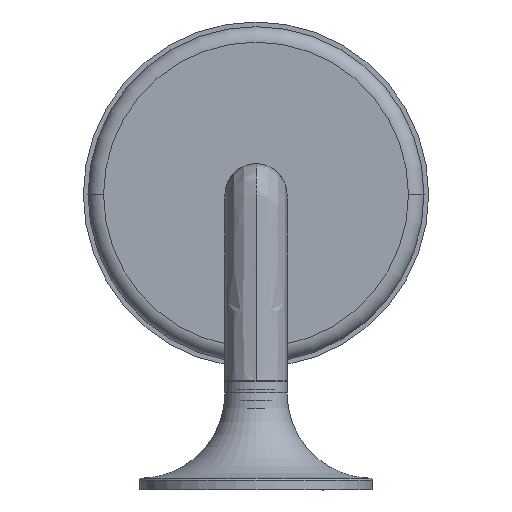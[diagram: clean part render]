
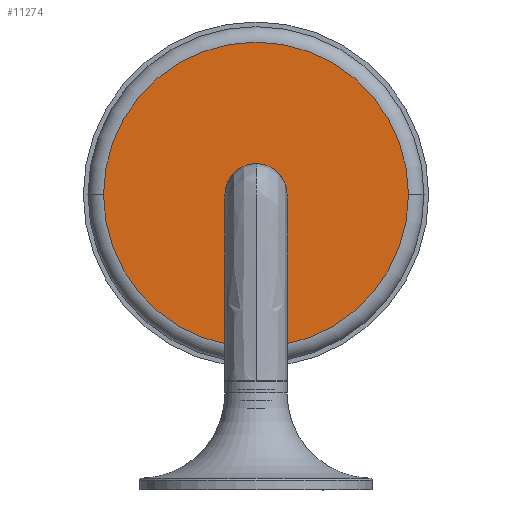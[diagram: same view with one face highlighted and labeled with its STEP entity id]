
A CAD part, front view. The second image highlights one B-rep face of the part: STEP entity #11274.
In plain terms, the highlighted planar face has unit normal (0, -1, 0).
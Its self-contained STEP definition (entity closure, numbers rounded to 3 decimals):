
#136 = DIRECTION ( 'NONE',  ( -1., 0., 0. ) ) ;
#425 = DIRECTION ( 'NONE',  ( -1., 0., 0. ) ) ;
#537 = ORIENTED_EDGE ( 'NONE', *, *, #1252, .T. ) ;
#1252 = EDGE_CURVE ( 'NONE', #23860, #19300, #15799, .T. ) ;
#1406 = AXIS2_PLACEMENT_3D ( 'NONE', #21460, #8289, #14142 ) ;
#3262 = ORIENTED_EDGE ( 'NONE', *, *, #22810, .T. ) ;
#3312 = AXIS2_PLACEMENT_3D ( 'NONE', #20927, #9511, #136 ) ;
#3366 = FACE_BOUND ( 'NONE', #24141, .T. ) ;
#5003 = CARTESIAN_POINT ( 'NONE',  ( 3., 22., 55.5 ) ) ;
#5260 = EDGE_CURVE ( 'NONE', #21385, #9839, #17222, .T. ) ;
#5338 = EDGE_CURVE ( 'NONE', #19300, #23860, #19591, .T. ) ;
#6876 = CARTESIAN_POINT ( 'NONE',  ( 0., 22., 55.5 ) ) ;
#7303 = CARTESIAN_POINT ( 'NONE',  ( -39.3, 22., 55.5 ) ) ;
#8289 = DIRECTION ( 'NONE',  ( 0., -1., 0. ) ) ;
#8594 = CARTESIAN_POINT ( 'NONE',  ( 0., 22., 55.5 ) ) ;
#9511 = DIRECTION ( 'NONE',  ( 0., 1., 0. ) ) ;
#9839 = VERTEX_POINT ( 'NONE', #5003 ) ;
#10243 = AXIS2_PLACEMENT_3D ( 'NONE', #8594, #12313, #12446 ) ;
#11274 = ADVANCED_FACE ( 'NONE', ( #3366, #16686 ), #22046, .F. ) ;
#12145 = DIRECTION ( 'NONE',  ( 0., 1., 0. ) ) ;
#12313 = DIRECTION ( 'NONE',  ( 0., -1., 0. ) ) ;
#12446 = DIRECTION ( 'NONE',  ( -1., 0., 0. ) ) ;
#12729 = DIRECTION ( 'NONE',  ( -1., 0., 0. ) ) ;
#12756 = EDGE_LOOP ( 'NONE', ( #20586, #537 ) ) ;
#14142 = DIRECTION ( 'NONE',  ( -1., 0., 0. ) ) ;
#15799 = CIRCLE ( 'NONE', #10243, 39.3 ) ;
#16686 = FACE_OUTER_BOUND ( 'NONE', #12756, .T. ) ;
#17222 = CIRCLE ( 'NONE', #19997, 3. ) ;
#17876 = CARTESIAN_POINT ( 'NONE',  ( 39.3, 22., 55.5 ) ) ;
#18523 = CARTESIAN_POINT ( 'NONE',  ( -3., 22., 55.5 ) ) ;
#18980 = ORIENTED_EDGE ( 'NONE', *, *, #5260, .T. ) ;
#19218 = CIRCLE ( 'NONE', #3312, 3. ) ;
#19300 = VERTEX_POINT ( 'NONE', #7303 ) ;
#19550 = AXIS2_PLACEMENT_3D ( 'NONE', #6876, #24034, #12729 ) ;
#19591 = CIRCLE ( 'NONE', #1406, 39.3 ) ;
#19607 = CARTESIAN_POINT ( 'NONE',  ( 0., 22., 55.5 ) ) ;
#19997 = AXIS2_PLACEMENT_3D ( 'NONE', #19607, #12145, #425 ) ;
#20586 = ORIENTED_EDGE ( 'NONE', *, *, #5338, .T. ) ;
#20927 = CARTESIAN_POINT ( 'NONE',  ( 0., 22., 55.5 ) ) ;
#21385 = VERTEX_POINT ( 'NONE', #18523 ) ;
#21460 = CARTESIAN_POINT ( 'NONE',  ( 0., 22., 55.5 ) ) ;
#22046 = PLANE ( 'NONE',  #19550 ) ;
#22810 = EDGE_CURVE ( 'NONE', #9839, #21385, #19218, .T. ) ;
#23860 = VERTEX_POINT ( 'NONE', #17876 ) ;
#24034 = DIRECTION ( 'NONE',  ( 0., 1., 0. ) ) ;
#24141 = EDGE_LOOP ( 'NONE', ( #3262, #18980 ) ) ;
